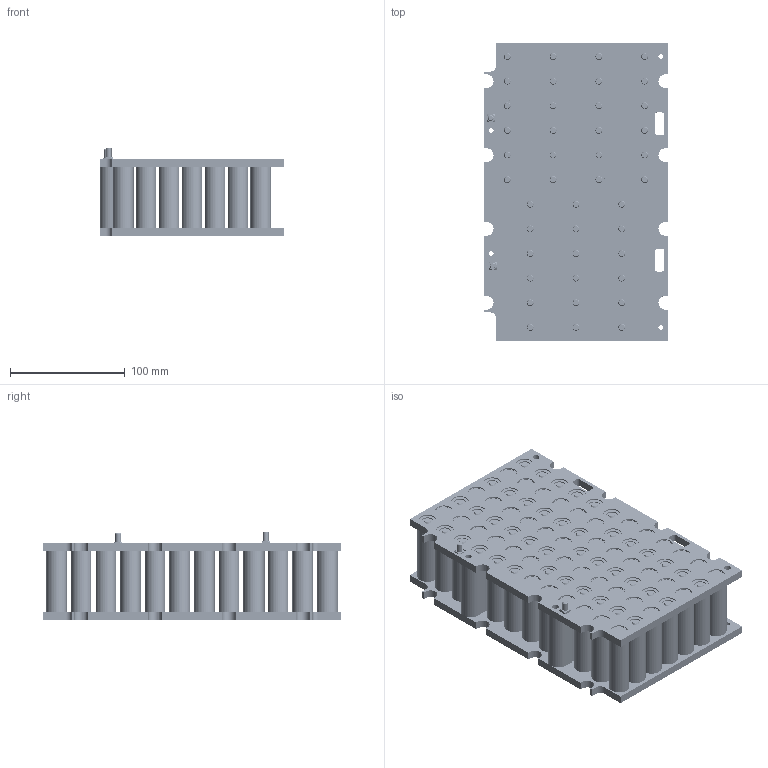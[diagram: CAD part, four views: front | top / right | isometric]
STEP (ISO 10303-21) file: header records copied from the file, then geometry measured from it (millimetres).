
FILE_DESCRIPTION(/* description */ (''),/* implementation_level */ '2;1');
FILE_NAME(/* name */ 'Batteriepack.stp',/* time_stamp */ '2025-05-12T09:48:47+02:00',/* author */ ('David'),/* organization */ (''),/* preprocessor_version */ 'ST-DEVELOPER v20',/* originating_system */ 'Autodesk Inventor 2024',/* authorisation */ '');
FILE_SCHEMA (('AUTOMOTIVE_DESIGN { 1 0 10303 214 3 1 1 }'));
Length unit declared in the file: millimetre
Products named in the file (5): Batteriepack; 18650; Platte1; REDCUBEM7x7; Abstandhalter
Assembly tree (90 placements, depth 2):
  Batteriepack
    Platte1  x2
    18650  x84
    REDCUBEM7x7  x2
    Abstandhalter  x2
Bounding box: 160 x 260 x 77.16 mm (x, y, z)
Volume: 1666499.1 mm3; surface area: 547258.8 mm2
Topology: 90 solids, 90 shells, 2130 faces, 3912 edges, 2410 vertices
Faces by surface type: plane 884, cylinder 732, torus 420, cone 94
Full cylindrical faces by diameter (mm): 4 x8, 5 x2, 6 x8, 8 x2, 10 x84, 14 x84, 15 x168, 18 x336
Entity records: 13697 total; most frequent: DIRECTION 2476, CARTESIAN_POINT 2166, ORIENTED_EDGE 1948, EDGE_CURVE 974, AXIS2_PLACEMENT_3D 965, EDGE_LOOP 733, VERTEX_POINT 631, LINE 546
